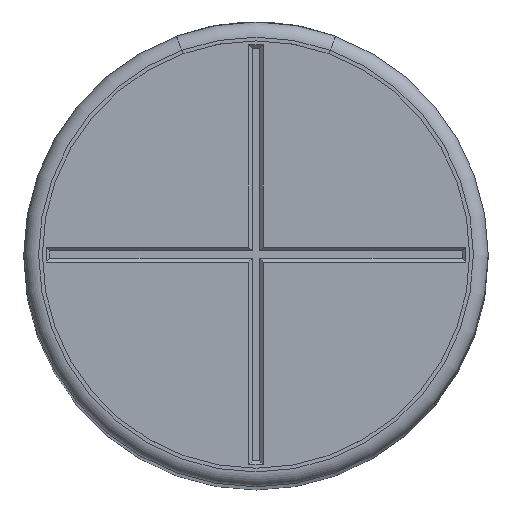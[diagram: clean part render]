
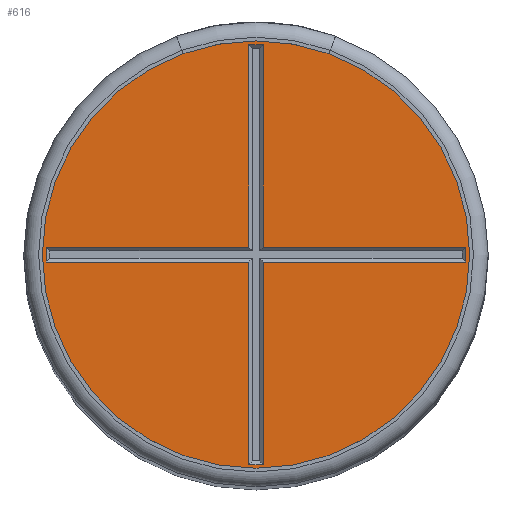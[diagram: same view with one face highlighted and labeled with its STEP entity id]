
A CAD part, top view. The second image highlights one B-rep face of the part: STEP entity #616.
In plain terms, the highlighted planar face has unit normal (0, 0, 1).
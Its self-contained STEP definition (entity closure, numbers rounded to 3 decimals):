
#616=ADVANCED_FACE('',(#1328,#1330),#1332,.T.);
#1328=FACE_BOUND('',#1329,.T.);
#1329=EDGE_LOOP('',(#1855));
#1330=FACE_BOUND('',#1331,.T.);
#1331=EDGE_LOOP('',(#1856,#1857,#1858,#1859,#1860,#1861,#1862,#1863,#1864,#1865,
#1866,#1867));
#1332=PLANE('',#1333);
#1333=AXIS2_PLACEMENT_3D('',#1334,#1335,#1336);
#1334=CARTESIAN_POINT('',(0.,0.,49.9));
#1335=DIRECTION('',(0.,0.,1.));
#1336=DIRECTION('',(1.,0.,0.));
#1855=ORIENTED_EDGE('',*,*,#2129,.T.);
#1856=ORIENTED_EDGE('',*,*,#2148,.T.);
#1857=ORIENTED_EDGE('',*,*,#2149,.T.);
#1858=ORIENTED_EDGE('',*,*,#2150,.T.);
#1859=ORIENTED_EDGE('',*,*,#2151,.T.);
#1860=ORIENTED_EDGE('',*,*,#2152,.T.);
#1861=ORIENTED_EDGE('',*,*,#2153,.T.);
#1862=ORIENTED_EDGE('',*,*,#2154,.T.);
#1863=ORIENTED_EDGE('',*,*,#2155,.T.);
#1864=ORIENTED_EDGE('',*,*,#2156,.T.);
#1865=ORIENTED_EDGE('',*,*,#2157,.T.);
#1866=ORIENTED_EDGE('',*,*,#2158,.T.);
#1867=ORIENTED_EDGE('',*,*,#2159,.T.);
#2129=EDGE_CURVE('',#2456,#2456,#2457,.T.);
#2148=EDGE_CURVE('',#2490,#2491,#2492,.F.);
#2149=EDGE_CURVE('',#2491,#2493,#2494,.F.);
#2150=EDGE_CURVE('',#2493,#2495,#2496,.F.);
#2151=EDGE_CURVE('',#2495,#2497,#2498,.F.);
#2152=EDGE_CURVE('',#2497,#2499,#2500,.F.);
#2153=EDGE_CURVE('',#2499,#2501,#2502,.F.);
#2154=EDGE_CURVE('',#2501,#2503,#2504,.F.);
#2155=EDGE_CURVE('',#2503,#2505,#2506,.F.);
#2156=EDGE_CURVE('',#2505,#2507,#2508,.F.);
#2157=EDGE_CURVE('',#2507,#2509,#2510,.F.);
#2158=EDGE_CURVE('',#2509,#2511,#2512,.F.);
#2159=EDGE_CURVE('',#2511,#2490,#2513,.F.);
#2456=VERTEX_POINT('',#3207);
#2457=CIRCLE('',#3208,5.75);
#2490=VERTEX_POINT('',#3288);
#2491=VERTEX_POINT('',#3289);
#2492=LINE('',#3290,#3291);
#2493=VERTEX_POINT('',#3293);
#2494=LINE('',#3294,#3295);
#2495=VERTEX_POINT('',#3297);
#2496=LINE('',#3298,#3299);
#2497=VERTEX_POINT('',#3301);
#2498=LINE('',#3302,#3303);
#2499=VERTEX_POINT('',#3305);
#2500=LINE('',#3306,#3307);
#2501=VERTEX_POINT('',#3309);
#2502=LINE('',#3310,#3311);
#2503=VERTEX_POINT('',#3313);
#2504=LINE('',#3314,#3315);
#2505=VERTEX_POINT('',#3317);
#2506=LINE('',#3318,#3319);
#2507=VERTEX_POINT('',#3321);
#2508=LINE('',#3322,#3323);
#2509=VERTEX_POINT('',#3325);
#2510=LINE('',#3326,#3327);
#2511=VERTEX_POINT('',#3329);
#2512=LINE('',#3330,#3331);
#2513=LINE('',#3333,#3334);
#3207=CARTESIAN_POINT('',(5.75,0.,49.9));
#3208=AXIS2_PLACEMENT_3D('',#3209,#3210,#3211);
#3209=CARTESIAN_POINT('',(0.,0.,49.9));
#3210=DIRECTION('',(0.,0.,1.));
#3211=DIRECTION('',(1.,0.,0.));
#3288=CARTESIAN_POINT('',(-0.2,-0.2,49.9));
#3289=CARTESIAN_POINT('',(-5.65,-0.2,49.9));
#3290=CARTESIAN_POINT('',(-5.65,-0.2,49.9));
#3291=VECTOR('',#3292,1.);
#3292=DIRECTION('',(1.,0.,0.));
#3293=CARTESIAN_POINT('',(-5.65,0.2,49.9));
#3294=CARTESIAN_POINT('',(-5.65,0.2,49.9));
#3295=VECTOR('',#3296,1.);
#3296=DIRECTION('',(0.,-1.,0.));
#3297=CARTESIAN_POINT('',(-0.2,0.2,49.9));
#3298=CARTESIAN_POINT('',(-0.2,0.2,49.9));
#3299=VECTOR('',#3300,1.);
#3300=DIRECTION('',(-1.,0.,0.));
#3301=CARTESIAN_POINT('',(-0.2,5.65,49.9));
#3302=CARTESIAN_POINT('',(-0.2,5.65,49.9));
#3303=VECTOR('',#3304,1.);
#3304=DIRECTION('',(0.,-1.,0.));
#3305=CARTESIAN_POINT('',(0.2,5.65,49.9));
#3306=CARTESIAN_POINT('',(0.2,5.65,49.9));
#3307=VECTOR('',#3308,1.);
#3308=DIRECTION('',(-1.,0.,0.));
#3309=CARTESIAN_POINT('',(0.2,0.2,49.9));
#3310=CARTESIAN_POINT('',(0.2,0.2,49.9));
#3311=VECTOR('',#3312,1.);
#3312=DIRECTION('',(0.,1.,0.));
#3313=CARTESIAN_POINT('',(5.65,0.2,49.9));
#3314=CARTESIAN_POINT('',(5.65,0.2,49.9));
#3315=VECTOR('',#3316,1.);
#3316=DIRECTION('',(-1.,0.,0.));
#3317=CARTESIAN_POINT('',(5.65,-0.2,49.9));
#3318=CARTESIAN_POINT('',(5.65,-0.2,49.9));
#3319=VECTOR('',#3320,1.);
#3320=DIRECTION('',(0.,1.,0.));
#3321=CARTESIAN_POINT('',(0.2,-0.2,49.9));
#3322=CARTESIAN_POINT('',(0.2,-0.2,49.9));
#3323=VECTOR('',#3324,1.);
#3324=DIRECTION('',(1.,0.,0.));
#3325=CARTESIAN_POINT('',(0.2,-5.65,49.9));
#3326=CARTESIAN_POINT('',(0.2,-5.65,49.9));
#3327=VECTOR('',#3328,1.);
#3328=DIRECTION('',(0.,1.,0.));
#3329=CARTESIAN_POINT('',(-0.2,-5.65,49.9));
#3330=CARTESIAN_POINT('',(-0.2,-5.65,49.9));
#3331=VECTOR('',#3332,1.);
#3332=DIRECTION('',(1.,0.,0.));
#3333=CARTESIAN_POINT('',(-0.2,-0.2,49.9));
#3334=VECTOR('',#3335,1.);
#3335=DIRECTION('',(0.,-1.,0.));
